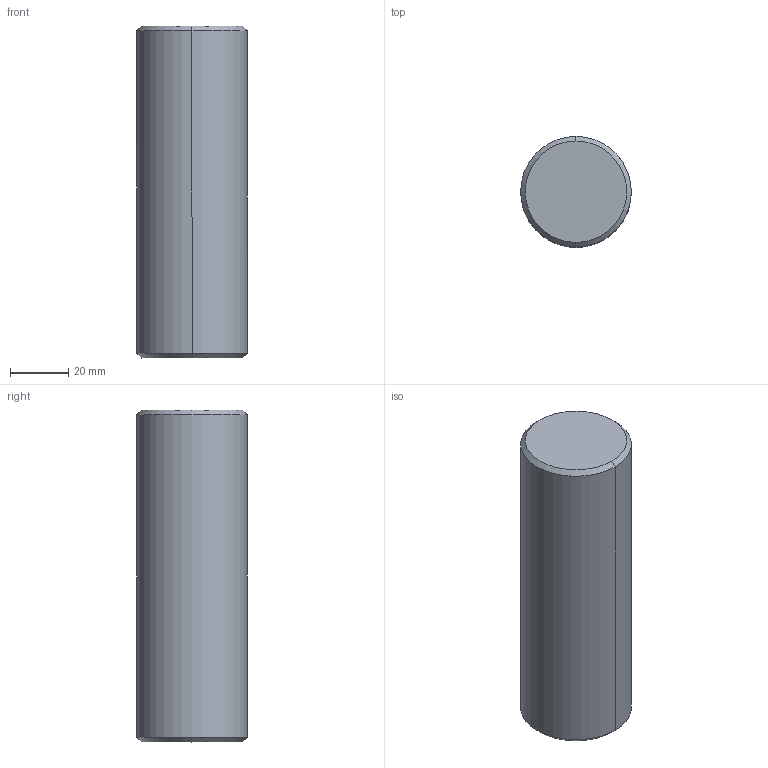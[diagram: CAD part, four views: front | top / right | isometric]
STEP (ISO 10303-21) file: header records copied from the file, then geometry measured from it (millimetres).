
FILE_DESCRIPTION (( 'STEP AP203' ), '1' );
FILE_NAME ('SteeringActCylBearing_Primary.STEP', '2023-07-27T05:57:40', ( '' ), ( '' ), 'SwSTEP 2.0', 'SolidWorks 2021', '' );
FILE_SCHEMA (( 'CONFIG_CONTROL_DESIGN' ));
Length unit declared in the file: centimetre
Products named in the file (2): Part 12-6; SteeringActCylBearing_Primary
Assembly tree (1 placements, depth 2):
  SteeringActCylBearing_Primary
    Part 12-6
Bounding box: 38.12 x 38.1 x 114.31 mm (x, y, z)
Volume: 130019.2 mm3; surface area: 15732.1 mm2
Topology: 1 solids, 1 shells, 8 faces, 14 edges, 8 vertices
Faces by surface type: cone 4, cylinder 2, plane 2
Entity records: 390 total; most frequent: DIRECTION 46, CARTESIAN_POINT 34, ORIENTED_EDGE 28, AXIS2_PLACEMENT_3D 20, PERSON_AND_ORGANIZATION 17, EDGE_CURVE 14, LOCAL_TIME 12, COORDINATED_UNIVERSAL_TIME_OFFSET 12
